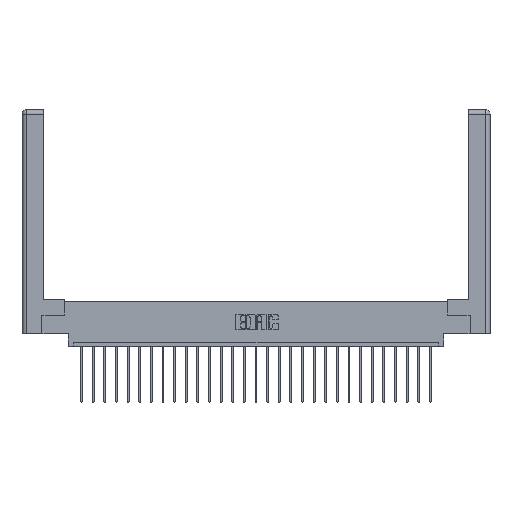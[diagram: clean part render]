
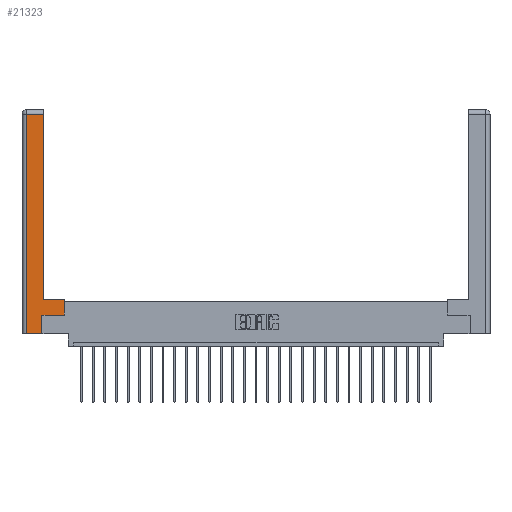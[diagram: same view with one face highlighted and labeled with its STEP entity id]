
A CAD part, top view. The second image highlights one B-rep face of the part: STEP entity #21323.
In plain terms, the highlighted planar face has unit normal (0, 0, 1).
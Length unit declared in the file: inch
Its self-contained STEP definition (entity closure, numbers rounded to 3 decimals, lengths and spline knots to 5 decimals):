
#441 = LINE ( 'NONE', #17916, #16883 ) ;
#1405 = VECTOR ( 'NONE', #20128, 39.37008 ) ;
#2636 = EDGE_CURVE ( 'NONE', #13893, #5055, #4496, .T. ) ;
#2777 = VERTEX_POINT ( 'NONE', #20768 ) ;
#2816 = DIRECTION ( 'NONE',  ( -1., 0., 0. ) ) ;
#2948 = LINE ( 'NONE', #14085, #13138 ) ;
#3503 = CARTESIAN_POINT ( 'NONE',  ( 0.295, 0.45, 0. ) ) ;
#3708 = VERTEX_POINT ( 'NONE', #10585 ) ;
#3945 = CARTESIAN_POINT ( 'NONE',  ( 0.295, 0.45, 0. ) ) ;
#4006 = VECTOR ( 'NONE', #19182, 39.37008 ) ;
#4449 = VECTOR ( 'NONE', #2816, 39.37008 ) ;
#4496 = LINE ( 'NONE', #13599, #15044 ) ;
#4792 = ORIENTED_EDGE ( 'NONE', *, *, #11361, .T. ) ;
#4940 = VECTOR ( 'NONE', #24970, 39.37008 ) ;
#5053 = FACE_OUTER_BOUND ( 'NONE', #13366, .T. ) ;
#5055 = VERTEX_POINT ( 'NONE', #17661 ) ;
#5490 = PLANE ( 'NONE',  #22580 ) ;
#6529 = EDGE_CURVE ( 'NONE', #2777, #22913, #16553, .T. ) ;
#7014 = DIRECTION ( 'NONE',  ( 1., 0., 0. ) ) ;
#7257 = LINE ( 'NONE', #3503, #4940 ) ;
#7615 = EDGE_CURVE ( 'NONE', #5055, #12325, #9625, .T. ) ;
#7661 = CARTESIAN_POINT ( 'NONE',  ( 0.565, 0.45, 0. ) ) ;
#9440 = CARTESIAN_POINT ( 'NONE',  ( 0.0615, 2.94, 0. ) ) ;
#9562 = LINE ( 'NONE', #12488, #19424 ) ;
#9625 = LINE ( 'NONE', #18810, #4006 ) ;
#9773 = ORIENTED_EDGE ( 'NONE', *, *, #16726, .T. ) ;
#10310 = CARTESIAN_POINT ( 'NONE',  ( 0.295, 2.94, 0. ) ) ;
#10585 = CARTESIAN_POINT ( 'NONE',  ( 0.0615, 2.94, 0. ) ) ;
#10776 = ORIENTED_EDGE ( 'NONE', *, *, #11587, .T. ) ;
#10966 = ORIENTED_EDGE ( 'NONE', *, *, #25073, .T. ) ;
#11361 = EDGE_CURVE ( 'NONE', #25339, #17197, #9562, .T. ) ;
#11587 = EDGE_CURVE ( 'NONE', #22913, #25339, #7257, .T. ) ;
#11998 = DIRECTION ( 'NONE',  ( 1., 0., 0. ) ) ;
#12325 = VERTEX_POINT ( 'NONE', #24834 ) ;
#12488 = CARTESIAN_POINT ( 'NONE',  ( 0.295, 3., 0. ) ) ;
#13138 = VECTOR ( 'NONE', #11998, 39.37008 ) ;
#13366 = EDGE_LOOP ( 'NONE', ( #4792, #17544, #9773, #18777, #23038, #10966, #19988, #10776 ) ) ;
#13599 = CARTESIAN_POINT ( 'NONE',  ( 0.265, 0., 0. ) ) ;
#13893 = VERTEX_POINT ( 'NONE', #25469 ) ;
#14085 = CARTESIAN_POINT ( 'NONE',  ( 0.565, 0.245, 0. ) ) ;
#15044 = VECTOR ( 'NONE', #7014, 39.37008 ) ;
#15714 = CARTESIAN_POINT ( 'NONE',  ( 0., 0., 0. ) ) ;
#16285 = LINE ( 'NONE', #9440, #4449 ) ;
#16553 = LINE ( 'NONE', #7661, #1405 ) ;
#16726 = EDGE_CURVE ( 'NONE', #3708, #13893, #441, .T. ) ;
#16883 = VECTOR ( 'NONE', #21950, 39.37008 ) ;
#17197 = VERTEX_POINT ( 'NONE', #10310 ) ;
#17544 = ORIENTED_EDGE ( 'NONE', *, *, #21899, .T. ) ;
#17661 = CARTESIAN_POINT ( 'NONE',  ( 0.265, 0., 0. ) ) ;
#17916 = CARTESIAN_POINT ( 'NONE',  ( 0.0615, 0., 0. ) ) ;
#18777 = ORIENTED_EDGE ( 'NONE', *, *, #2636, .T. ) ;
#18810 = CARTESIAN_POINT ( 'NONE',  ( 0.265, 0.245, 0. ) ) ;
#19182 = DIRECTION ( 'NONE',  ( 0., 1., 0. ) ) ;
#19424 = VECTOR ( 'NONE', #23327, 39.37008 ) ;
#19923 = DIRECTION ( 'NONE',  ( 0., 0., -1. ) ) ;
#19988 = ORIENTED_EDGE ( 'NONE', *, *, #6529, .T. ) ;
#20128 = DIRECTION ( 'NONE',  ( 0., 1., 0. ) ) ;
#20191 = DIRECTION ( 'NONE',  ( -1., 0., 0. ) ) ;
#20768 = CARTESIAN_POINT ( 'NONE',  ( 0.565, 0.245, 0. ) ) ;
#21323 = ADVANCED_FACE ( 'NONE', ( #5053 ), #5490, .F. ) ;
#21899 = EDGE_CURVE ( 'NONE', #17197, #3708, #16285, .T. ) ;
#21950 = DIRECTION ( 'NONE',  ( 0., -1., 0. ) ) ;
#22580 = AXIS2_PLACEMENT_3D ( 'NONE', #15714, #19923, #20191 ) ;
#22913 = VERTEX_POINT ( 'NONE', #23459 ) ;
#23038 = ORIENTED_EDGE ( 'NONE', *, *, #7615, .T. ) ;
#23327 = DIRECTION ( 'NONE',  ( 0., 1., 0. ) ) ;
#23459 = CARTESIAN_POINT ( 'NONE',  ( 0.565, 0.45, 0. ) ) ;
#24834 = CARTESIAN_POINT ( 'NONE',  ( 0.265, 0.245, 0. ) ) ;
#24970 = DIRECTION ( 'NONE',  ( -1., 0., 0. ) ) ;
#25073 = EDGE_CURVE ( 'NONE', #12325, #2777, #2948, .T. ) ;
#25339 = VERTEX_POINT ( 'NONE', #3945 ) ;
#25469 = CARTESIAN_POINT ( 'NONE',  ( 0.0615, 0., 0. ) ) ;
